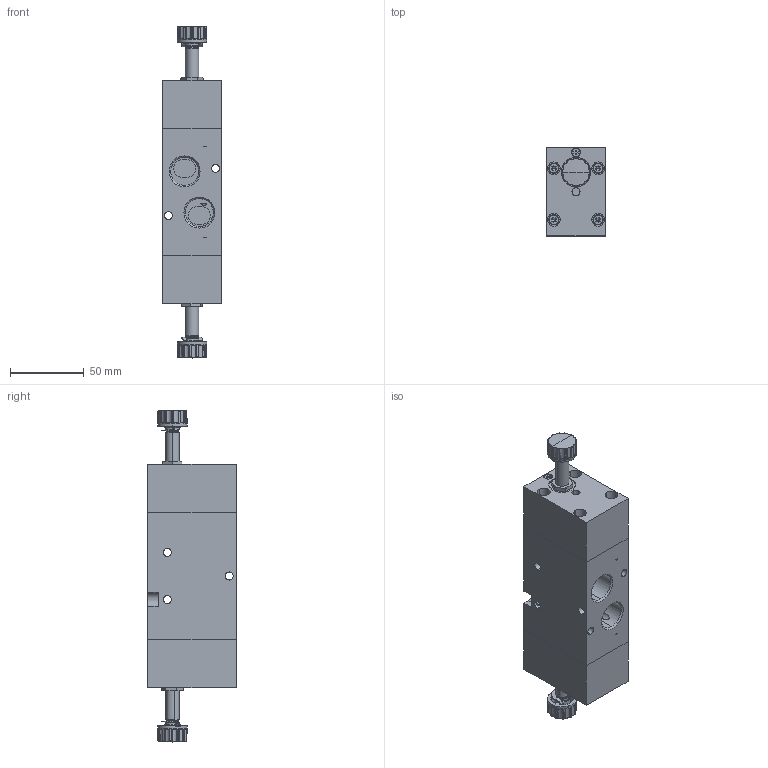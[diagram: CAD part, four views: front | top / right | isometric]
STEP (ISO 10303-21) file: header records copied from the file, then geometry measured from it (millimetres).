
FILE_DESCRIPTION (( 'STEP AP214' ), '1' );
FILE_NAME ('02_006_3.STEP', '2016-02-01T16:56:06', ( '' ), ( '' ), 'SwSTEP 2.0', 'SolidWorks 2016', '' );
FILE_SCHEMA (( 'AUTOMOTIVE_DESIGN' ));
Length unit declared in the file: millimetre
Products named in the file (1): 02_006_3
Bounding box: 40 x 60 x 225.4 mm (x, y, z)
Volume: 343143 mm3; surface area: 68584 mm2
Topology: 16 solids, 22 shells, 2398 faces, 6269 edges, 3950 vertices
Faces by surface type: cone 1150, cylinder 675, plane 447, torus 100, sphere 18, bspline 8
Entity records: 83759 total; most frequent: CARTESIAN_POINT 15790, DIRECTION 13604, ORIENTED_EDGE 12456, EDGE_CURVE 6228, AXIS2_PLACEMENT_3D 5598, VERTEX_POINT 3935, CIRCLE 3207, EDGE_LOOP 2483
